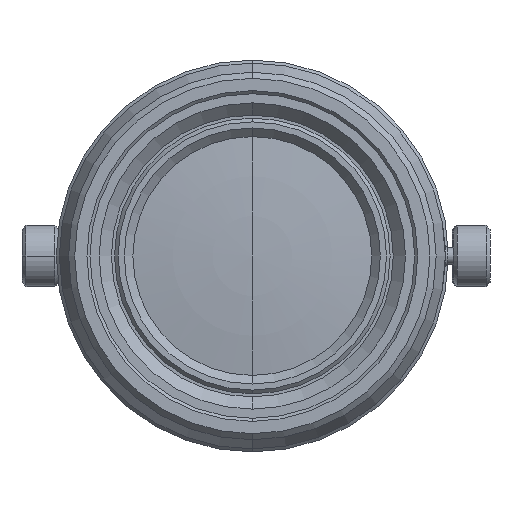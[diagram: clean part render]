
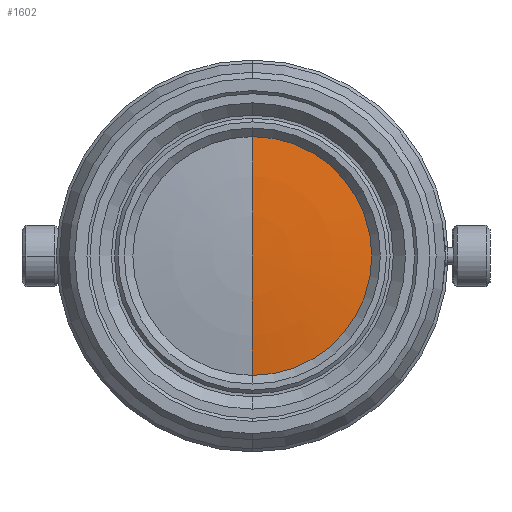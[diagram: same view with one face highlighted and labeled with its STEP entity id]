
A CAD part, left-side view. The second image highlights one B-rep face of the part: STEP entity #1602.
In plain terms, the highlighted toroidal (fillet/blend) face has major radius 0.223 mm and minor radius 81.2 mm.
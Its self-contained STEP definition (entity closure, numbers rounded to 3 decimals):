
#164 = DIRECTION ( 'NONE',  ( 0., 0., -1. ) ) ;
#407 = CARTESIAN_POINT ( 'NONE',  ( -146.597, 0., 9.75 ) ) ;
#578 = AXIS2_PLACEMENT_3D ( 'NONE', #2308, #3054, #4472 ) ;
#613 = ORIENTED_EDGE ( 'NONE', *, *, #3017, .T. ) ;
#648 = TOROIDAL_SURFACE ( 'NONE', #2438, -0.223, 81.2 ) ;
#1037 = FACE_OUTER_BOUND ( 'NONE', #3615, .T. ) ;
#1063 = DIRECTION ( 'NONE',  ( 0., 0., 1. ) ) ;
#1198 = VERTEX_POINT ( 'NONE', #407 ) ;
#1557 = DIRECTION ( 'NONE',  ( 0., -1., 0. ) ) ;
#1602 = ADVANCED_FACE ( 'NONE', ( #1037 ), #648, .T. ) ;
#1733 = EDGE_CURVE ( 'NONE', #3705, #1198, #3066, .T. ) ;
#1759 = CARTESIAN_POINT ( 'NONE',  ( -66.012, 0., 0.223 ) ) ;
#1763 = ORIENTED_EDGE ( 'NONE', *, *, #1733, .T. ) ;
#1801 = CARTESIAN_POINT ( 'NONE',  ( -146.597, 0., -9.75 ) ) ;
#1925 = ORIENTED_EDGE ( 'NONE', *, *, #2220, .F. ) ;
#2220 = EDGE_CURVE ( 'NONE', #3705, #2964, #3070, .T. ) ;
#2308 = CARTESIAN_POINT ( 'NONE',  ( -146.597, 0., 0. ) ) ;
#2438 = AXIS2_PLACEMENT_3D ( 'NONE', #2845, #4273, #1063 ) ;
#2845 = CARTESIAN_POINT ( 'NONE',  ( -66.012, 0., 0. ) ) ;
#2964 = VERTEX_POINT ( 'NONE', #3716 ) ;
#3017 = EDGE_CURVE ( 'NONE', #1198, #2964, #3448, .T. ) ;
#3054 = DIRECTION ( 'NONE',  ( -1., 0., 0. ) ) ;
#3066 = CIRCLE ( 'NONE', #578, 9.75 ) ;
#3070 = CIRCLE ( 'NONE', #4247, 81.2 ) ;
#3198 = DIRECTION ( 'NONE',  ( 0., 1., 0. ) ) ;
#3448 = CIRCLE ( 'NONE', #4492, 81.2 ) ;
#3615 = EDGE_LOOP ( 'NONE', ( #1925, #1763, #613 ) ) ;
#3705 = VERTEX_POINT ( 'NONE', #1801 ) ;
#3716 = CARTESIAN_POINT ( 'NONE',  ( -147.212, 0., 0. ) ) ;
#4068 = CARTESIAN_POINT ( 'NONE',  ( -66.012, 0., -0.223 ) ) ;
#4247 = AXIS2_PLACEMENT_3D ( 'NONE', #1759, #3198, #4614 ) ;
#4273 = DIRECTION ( 'NONE',  ( -1., 0., 0. ) ) ;
#4472 = DIRECTION ( 'NONE',  ( 0., 0., 1. ) ) ;
#4492 = AXIS2_PLACEMENT_3D ( 'NONE', #4068, #1557, #164 ) ;
#4614 = DIRECTION ( 'NONE',  ( 0., 0., 1. ) ) ;
